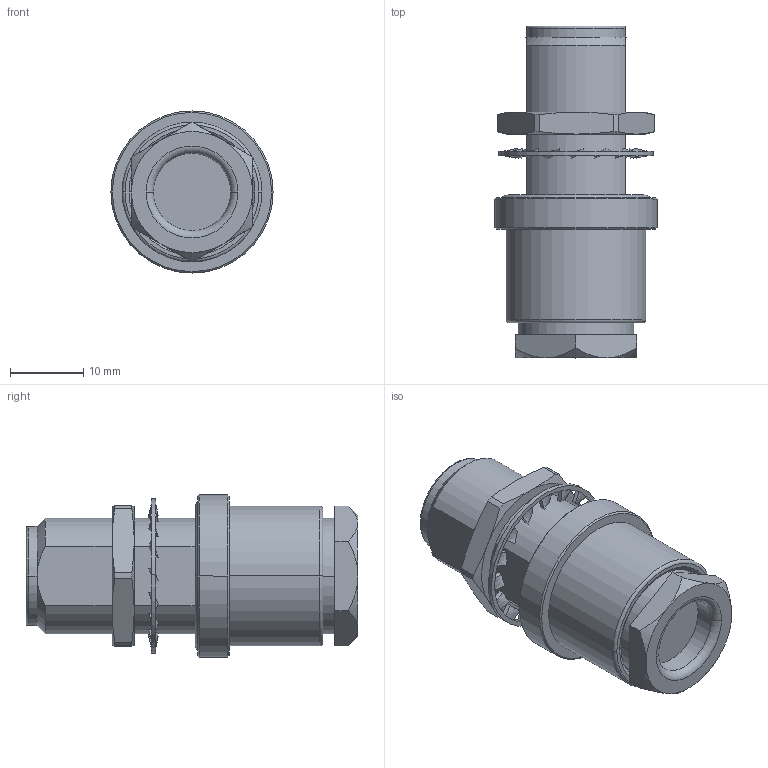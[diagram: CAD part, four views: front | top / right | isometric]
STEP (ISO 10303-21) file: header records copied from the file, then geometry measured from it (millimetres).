
FILE_DESCRIPTION (( 'STEP AP214' ), '1' );
FILE_NAME ('3190-872(TC-400-NFC-BH-A).STEP', '2017-11-17T09:02:30', ( '' ), ( '' ), 'SwSTEP 2.0', 'SolidWorks 2017', '' );
FILE_SCHEMA (( 'AUTOMOTIVE_DESIGN' ));
Length unit declared in the file: millimetre
Products named in the file (1): 3190-872(TC-400-NFC-BH-A)
Bounding box: 22.1 x 45.21 x 22.1 mm (x, y, z)
Volume: 9901.8 mm3; surface area: 4636.1 mm2
Topology: 2 solids, 2 shells, 227 faces, 611 edges, 395 vertices
Faces by surface type: plane 80, cylinder 69, bspline 36, cone 30, torus 12
Entity records: 7788 total; most frequent: CARTESIAN_POINT 2226, ORIENTED_EDGE 1218, DIRECTION 1059, EDGE_CURVE 609, VERTEX_POINT 395, AXIS2_PLACEMENT_3D 372, VECTOR 315, LINE 315
